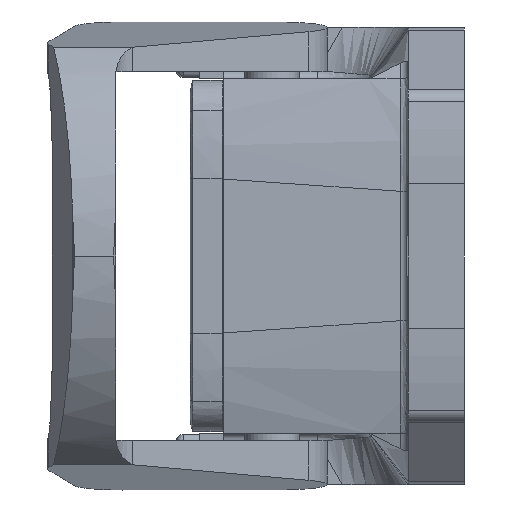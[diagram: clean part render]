
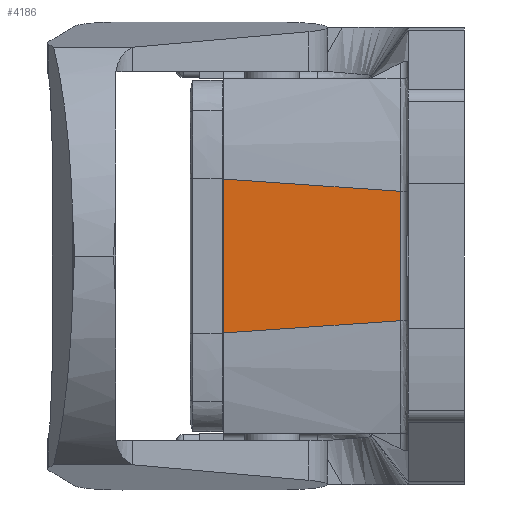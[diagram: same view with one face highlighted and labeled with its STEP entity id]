
A CAD part, left-side view. The second image highlights one B-rep face of the part: STEP entity #4186.
In plain terms, the highlighted planar face has unit normal (-1, 0, 0).
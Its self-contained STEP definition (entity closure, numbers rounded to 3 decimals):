
#4186=ADVANCED_FACE('',(#5171),#4594,.T.);
#4594=PLANE('',#15660);
#5171=FACE_OUTER_BOUND('',#5849,.T.);
#5849=EDGE_LOOP('',(#9020,#9021,#9022,#9023));
#9020=ORIENTED_EDGE('',*,*,#11730,.T.);
#9021=ORIENTED_EDGE('',*,*,#11668,.T.);
#9022=ORIENTED_EDGE('',*,*,#11731,.F.);
#9023=ORIENTED_EDGE('',*,*,#11719,.F.);
#10096=VERTEX_POINT('',#24761);
#10097=VERTEX_POINT('',#24763);
#10121=VERTEX_POINT('',#25027);
#10123=VERTEX_POINT('',#25047);
#11668=EDGE_CURVE('',#10097,#10096,#13121,.T.);
#11719=EDGE_CURVE('',#10123,#10121,#13147,.T.);
#11730=EDGE_CURVE('',#10123,#10097,#13157,.T.);
#11731=EDGE_CURVE('',#10121,#10096,#13158,.T.);
#13121=LINE('',#24762,#14311);
#13147=LINE('',#25048,#14337);
#13157=LINE('',#25080,#14347);
#13158=LINE('',#25082,#14348);
#14311=VECTOR('',#18274,1.);
#14337=VECTOR('',#18346,1.);
#14347=VECTOR('',#18368,1.);
#14348=VECTOR('',#18371,1.);
#15660=AXIS2_PLACEMENT_3D('',#25083,#18372,#18373);
#18274=DIRECTION('',(0.,-0.998,0.069));
#18346=DIRECTION('',(0.,-0.998,-0.069));
#18368=DIRECTION('',(0.,0.,-1.));
#18371=DIRECTION('',(0.,0.,-1.));
#18372=DIRECTION('',(-1.,0.,0.));
#18373=DIRECTION('',(0.,0.,1.));
#24761=CARTESIAN_POINT('',(-37.,-13.8,-8.069));
#24762=CARTESIAN_POINT('',(-37.,8.2,-9.596));
#24763=CARTESIAN_POINT('',(-37.,8.2,-9.596));
#25027=CARTESIAN_POINT('',(-37.,-13.8,8.069));
#25047=CARTESIAN_POINT('',(-37.,8.2,9.596));
#25048=CARTESIAN_POINT('',(-37.,8.2,9.596));
#25080=CARTESIAN_POINT('',(-37.,8.2,9.596));
#25082=CARTESIAN_POINT('',(-37.,-13.8,8.069));
#25083=CARTESIAN_POINT('',(-37.,-14.93,-9.83));
